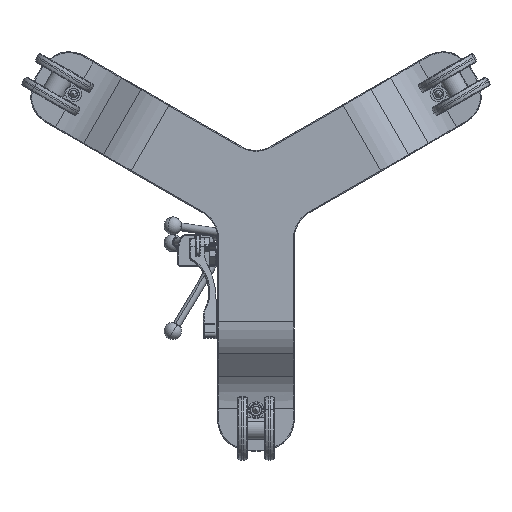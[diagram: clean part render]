
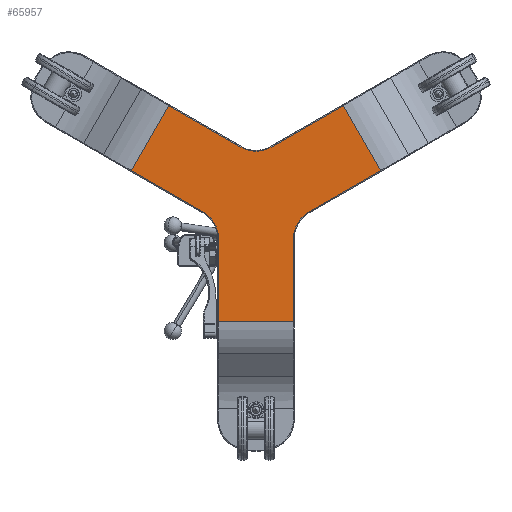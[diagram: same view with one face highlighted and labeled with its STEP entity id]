
A CAD part, front view. The second image highlights one B-rep face of the part: STEP entity #65957.
In plain terms, the highlighted planar face has unit normal (0, -1, 0).
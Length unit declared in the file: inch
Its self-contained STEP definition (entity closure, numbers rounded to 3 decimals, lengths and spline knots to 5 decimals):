
#597 = VERTEX_POINT ( 'NONE', #24245 ) ;
#3897 = CARTESIAN_POINT ( 'NONE',  ( -2.94, -3.25, -9.57984 ) ) ;
#4488 = DIRECTION ( 'NONE',  ( -0.866, 0., -0.5 ) ) ;
#5325 = EDGE_CURVE ( 'Defeatured_1_442+Defeatured_1_42+Defeatured_1_40+Defeatured_1_446', #56262, #55822, #5854, .T. ) ;
#5414 = FACE_OUTER_BOUND ( 'NONE', #53746, .T. ) ;
#5854 = LINE ( 'NONE', #6297, #19585 ) ;
#6297 = CARTESIAN_POINT ( 'NONE',  ( -8.05628, -3.25, 8.04611 ) ) ;
#6583 = VECTOR ( 'NONE', #29017, 39.37008 ) ;
#6603 = EDGE_CURVE ( 'Defeatured_1_442+Defeatured_1_12+Defeatured_1_10+Defeatured_1_14', #87220, #42174, #11243, .T. ) ;
#7444 = ORIENTED_EDGE ( 'NONE', *, *, #61854, .T. ) ;
#8093 = CARTESIAN_POINT ( 'NONE',  ( 6.82638, -3.25, 7.33603 ) ) ;
#8714 = ORIENTED_EDGE ( 'NONE', *, *, #21771, .T. ) ;
#9262 = EDGE_CURVE ( 'Defeatured_1_442+Defeatured_1_40+Defeatured_1_38+Defeatured_1_42', #71410, #56262, #70849, .T. ) ;
#9401 = CARTESIAN_POINT ( 'NONE',  ( -10.99628, -3.25, 2.95389 ) ) ;
#9915 = DIRECTION ( 'NONE',  ( -1., 0., 0. ) ) ;
#11243 = CIRCLE ( 'NONE', #60711, 2.36 ) ;
#11987 = LINE ( 'NONE', #38995, #86414 ) ;
#13866 = VERTEX_POINT ( 'NONE', #25496 ) ;
#14744 = DIRECTION ( 'NONE',  ( 0.866, 0., -0.5 ) ) ;
#15439 = CARTESIAN_POINT ( 'NONE',  ( -6.29314, -3.25, -7.02817 ) ) ;
#16018 = LINE ( 'NONE', #9401, #67790 ) ;
#16470 = DIRECTION ( 'NONE',  ( 0., 1., 0. ) ) ;
#16520 = CARTESIAN_POINT ( 'NONE',  ( 6.29638, -3.25, 8.25402 ) ) ;
#18264 = EDGE_CURVE ( 'Defeatured_1_442+Defeatured_1_332+Defeatured_1_29+Defeatured_1_10', #32228, #13866, #76308, .T. ) ;
#18897 = CARTESIAN_POINT ( 'NONE',  ( -2.94, -3.25, 2.0359 ) ) ;
#19555 = DIRECTION ( 'NONE',  ( 0.5, 0., 0.866 ) ) ;
#19585 = VECTOR ( 'NONE', #60710, 39.37008 ) ;
#19932 = ORIENTED_EDGE ( 'NONE', *, *, #6603, .T. ) ;
#21478 = ORIENTED_EDGE ( 'NONE', *, *, #71144, .T. ) ;
#21518 = DIRECTION ( 'NONE',  ( -1., 0., 0. ) ) ;
#21634 = ORIENTED_EDGE ( 'NONE', *, *, #42383, .T. ) ;
#21771 = EDGE_CURVE ( 'Defeatured_1_442+Defeatured_1_328+Defeatured_1_14+Defeatured_1_38', #73191, #69757, #31144, .T. ) ;
#23593 = DIRECTION ( 'NONE',  ( -1., 0., 0. ) ) ;
#24245 = CARTESIAN_POINT ( 'NONE',  ( -2.94, -3.25, -3.05996 ) ) ;
#24991 = CARTESIAN_POINT ( 'NONE',  ( 2.94, -3.25, 2.0359 ) ) ;
#25332 = LINE ( 'NONE', #39063, #49568 ) ;
#25496 = CARTESIAN_POINT ( 'NONE',  ( 2.94, -3.25, -9.57984 ) ) ;
#28307 = CARTESIAN_POINT ( 'NONE',  ( 4.12, -3.25, -1.01614 ) ) ;
#29017 = DIRECTION ( 'NONE',  ( 1., 0., 0. ) ) ;
#31144 = LINE ( 'NONE', #16520, #46197 ) ;
#32203 = DIRECTION ( 'NONE',  ( 0., 0., -1. ) ) ;
#32228 = VERTEX_POINT ( 'NONE', #3897 ) ;
#32314 = ORIENTED_EDGE ( 'NONE', *, *, #5325, .T. ) ;
#32415 = DIRECTION ( 'NONE',  ( 0., 1., 0. ) ) ;
#34163 = AXIS2_PLACEMENT_3D ( 'NONE', #49265, #43101, #9915 ) ;
#34379 = ORIENTED_EDGE ( 'NONE', *, *, #9262, .T. ) ;
#36247 = LINE ( 'NONE', #15439, #52397 ) ;
#37496 = ORIENTED_EDGE ( 'NONE', *, *, #73284, .F. ) ;
#38191 = CARTESIAN_POINT ( 'NONE',  ( -8.81749, -3.25, -15.27233 ) ) ;
#38884 = ORIENTED_EDGE ( 'NONE', *, *, #84222, .T. ) ;
#38995 = CARTESIAN_POINT ( 'NONE',  ( -9.23314, -3.25, -1.93594 ) ) ;
#39063 = CARTESIAN_POINT ( 'NONE',  ( -17.11387, -3.25, -10.48242 ) ) ;
#40875 = CARTESIAN_POINT ( 'NONE',  ( 2.94, -3.25, -3.05996 ) ) ;
#41497 = AXIS2_PLACEMENT_3D ( 'NONE', #38191, #32415, #45214 ) ;
#42174 = VERTEX_POINT ( 'NONE', #28307 ) ;
#42383 = EDGE_CURVE ( 'Defeatured_1_442+Defeatured_1_29+Defeatured_1_31+Defeatured_1_332', #597, #32228, #57859, .T. ) ;
#42448 = DIRECTION ( 'NONE',  ( 0.866, 0., 0.5 ) ) ;
#42684 = DIRECTION ( 'NONE',  ( -0.5, 0., 0.866 ) ) ;
#43101 = DIRECTION ( 'NONE',  ( 0., 1., 0. ) ) ;
#45214 = DIRECTION ( 'NONE',  ( 0.866, 0., -0.5 ) ) ;
#45317 = DIRECTION ( 'NONE',  ( 0., 0., 1. ) ) ;
#46197 = VECTOR ( 'NONE', #42684, 39.37008 ) ;
#49265 = CARTESIAN_POINT ( 'NONE',  ( -5.3, -3.25, -3.05996 ) ) ;
#49568 = VECTOR ( 'NONE', #19555, 39.37008 ) ;
#49883 = CARTESIAN_POINT ( 'NONE',  ( -4.12, -3.25, -1.01614 ) ) ;
#50084 = CARTESIAN_POINT ( 'NONE',  ( 5.3, -3.25, -3.05996 ) ) ;
#50504 = VERTEX_POINT ( 'NONE', #49883 ) ;
#50984 = VERTEX_POINT ( 'NONE', #58841 ) ;
#52153 = VECTOR ( 'NONE', #32203, 39.37008 ) ;
#52397 = VECTOR ( 'NONE', #42448, 39.37008 ) ;
#53746 = EDGE_LOOP ( 'NONE', ( #37496, #21478, #75923, #21634, #65319, #38884, #19932, #7444, #8714, #64556, #34379, #32314 ) ) ;
#53784 = DIRECTION ( 'NONE',  ( 0., 1., 0. ) ) ;
#55822 = VERTEX_POINT ( 'NONE', #68227 ) ;
#56262 = VERTEX_POINT ( 'NONE', #86728 ) ;
#57859 = LINE ( 'NONE', #18897, #52153 ) ;
#58841 = CARTESIAN_POINT ( 'NONE',  ( -9.76638, -3.25, 2.2438 ) ) ;
#59552 = AXIS2_PLACEMENT_3D ( 'NONE', #81250, #53784, #21518 ) ;
#60710 = DIRECTION ( 'NONE',  ( -0.866, 0., 0.5 ) ) ;
#60711 = AXIS2_PLACEMENT_3D ( 'NONE', #50084, #16470, #23593 ) ;
#61854 = EDGE_CURVE ( 'Defeatured_1_442+Defeatured_1_14+Defeatured_1_12+Defeatured_1_328', #42174, #73191, #36247, .T. ) ;
#62422 = EDGE_CURVE ( 'Defeatured_1_442+Defeatured_1_31+Defeatured_1_33+Defeatured_1_29', #50504, #597, #72235, .T. ) ;
#62521 = CARTESIAN_POINT ( 'NONE',  ( 1.18, -3.25, 4.07609 ) ) ;
#63043 = CARTESIAN_POINT ( 'NONE',  ( 4., -3.25, -9.57984 ) ) ;
#64556 = ORIENTED_EDGE ( 'NONE', *, *, #76054, .T. ) ;
#65319 = ORIENTED_EDGE ( 'NONE', *, *, #18264, .T. ) ;
#65957 = ADVANCED_FACE ( 'Defeatured_1_442', ( #5414 ), #73490, .F. ) ;
#67790 = VECTOR ( 'NONE', #14744, 39.37008 ) ;
#68227 = CARTESIAN_POINT ( 'NONE',  ( -6.82638, -3.25, 7.33603 ) ) ;
#69757 = VERTEX_POINT ( 'NONE', #8093 ) ;
#70849 = CIRCLE ( 'NONE', #59552, 2.36 ) ;
#71144 = EDGE_CURVE ( 'Defeatured_1_442+Defeatured_1_33+Defeatured_1_446+Defeatured_1_31', #50984, #50504, #16018, .T. ) ;
#71410 = VERTEX_POINT ( 'NONE', #62521 ) ;
#72235 = CIRCLE ( 'NONE', #34163, 2.36 ) ;
#73191 = VERTEX_POINT ( 'NONE', #79275 ) ;
#73284 = EDGE_CURVE ( 'Defeatured_1_446+Defeatured_1_442+Defeatured_1_35+Defeatured_1_44', #50984, #55822, #25332, .T. ) ;
#73490 = PLANE ( 'NONE',  #41497 ) ;
#75923 = ORIENTED_EDGE ( 'NONE', *, *, #62422, .T. ) ;
#76054 = EDGE_CURVE ( 'Defeatured_1_442+Defeatured_1_38+Defeatured_1_328+Defeatured_1_40', #69757, #71410, #11987, .T. ) ;
#76308 = LINE ( 'NONE', #63043, #6583 ) ;
#79275 = CARTESIAN_POINT ( 'NONE',  ( 9.76638, -3.25, 2.2438 ) ) ;
#81250 = CARTESIAN_POINT ( 'NONE',  ( 0., -3.25, 6.11991 ) ) ;
#84222 = EDGE_CURVE ( 'Defeatured_1_442+Defeatured_1_10+Defeatured_1_332+Defeatured_1_12', #13866, #87220, #84756, .T. ) ;
#84570 = VECTOR ( 'NONE', #45317, 39.37008 ) ;
#84756 = LINE ( 'NONE', #24991, #84570 ) ;
#86414 = VECTOR ( 'NONE', #4488, 39.37008 ) ;
#86728 = CARTESIAN_POINT ( 'NONE',  ( -1.18, -3.25, 4.07609 ) ) ;
#87220 = VERTEX_POINT ( 'NONE', #40875 ) ;
